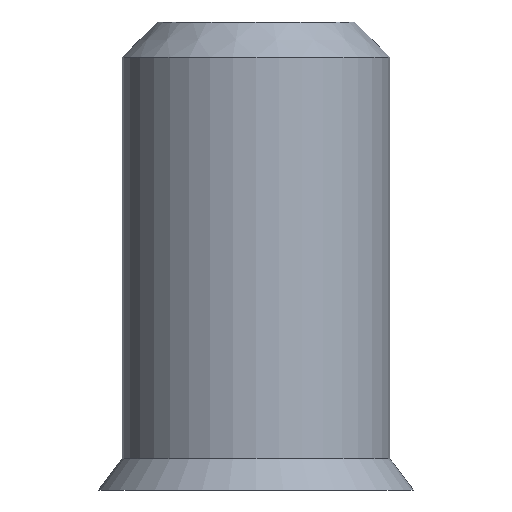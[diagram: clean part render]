
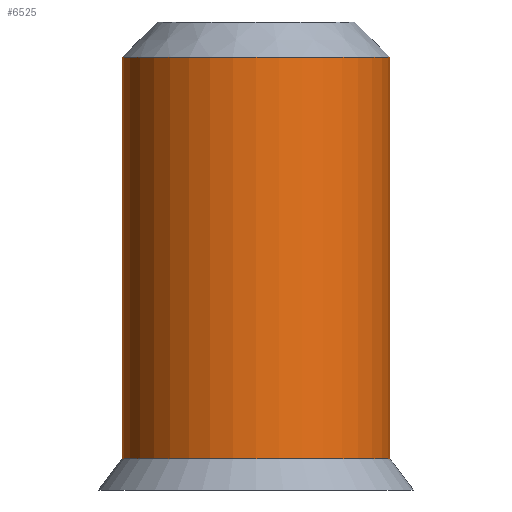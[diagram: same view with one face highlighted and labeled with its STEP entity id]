
A CAD part, front view. The second image highlights one B-rep face of the part: STEP entity #6525.
In plain terms, the highlighted cylindrical face has radius 3.4 mm (diameter 6.8 mm), a full revolution.
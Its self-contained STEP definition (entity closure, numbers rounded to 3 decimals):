
#280 = DIRECTION ( 'NONE',  ( 1., 0., 0. ) ) ;
#324 = EDGE_LOOP ( 'NONE', ( #6388 ) ) ;
#659 = VERTEX_POINT ( 'NONE', #4027 ) ;
#802 = AXIS2_PLACEMENT_3D ( 'NONE', #3463, #5060, #280 ) ;
#1755 = AXIS2_PLACEMENT_3D ( 'NONE', #9769, #2044, #7480 ) ;
#1828 = DIRECTION ( 'NONE',  ( 0., 0., 1. ) ) ;
#2044 = DIRECTION ( 'NONE',  ( 0., 0., 1. ) ) ;
#2416 = FACE_OUTER_BOUND ( 'NONE', #324, .T. ) ;
#3239 = CARTESIAN_POINT ( 'NONE',  ( 3.4, 0., 11. ) ) ;
#3463 = CARTESIAN_POINT ( 'NONE',  ( 0., 0., 0.8 ) ) ;
#4027 = CARTESIAN_POINT ( 'NONE',  ( 3.4, 0., 0.8 ) ) ;
#4501 = CIRCLE ( 'NONE', #6944, 3.4 ) ;
#4610 = ORIENTED_EDGE ( 'NONE', *, *, #4888, .F. ) ;
#4854 = CYLINDRICAL_SURFACE ( 'NONE', #1755, 3.4 ) ;
#4888 = EDGE_CURVE ( 'NONE', #9216, #9216, #4501, .T. ) ;
#5012 = EDGE_LOOP ( 'NONE', ( #4610 ) ) ;
#5060 = DIRECTION ( 'NONE',  ( 0., 0., 1. ) ) ;
#5592 = CIRCLE ( 'NONE', #802, 3.4 ) ;
#6388 = ORIENTED_EDGE ( 'NONE', *, *, #7501, .T. ) ;
#6525 = ADVANCED_FACE ( 'NONE', ( #7157, #2416 ), #4854, .T. ) ;
#6944 = AXIS2_PLACEMENT_3D ( 'NONE', #8050, #1828, #8907 ) ;
#7157 = FACE_OUTER_BOUND ( 'NONE', #5012, .T. ) ;
#7480 = DIRECTION ( 'NONE',  ( 1., 0., 0. ) ) ;
#7501 = EDGE_CURVE ( 'NONE', #659, #659, #5592, .T. ) ;
#8050 = CARTESIAN_POINT ( 'NONE',  ( 0., 0., 11. ) ) ;
#8907 = DIRECTION ( 'NONE',  ( 1., 0., 0. ) ) ;
#9216 = VERTEX_POINT ( 'NONE', #3239 ) ;
#9769 = CARTESIAN_POINT ( 'NONE',  ( 0., 0., 12. ) ) ;
